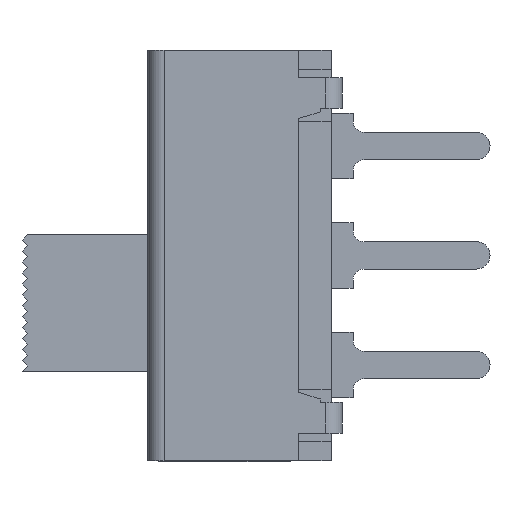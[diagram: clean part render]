
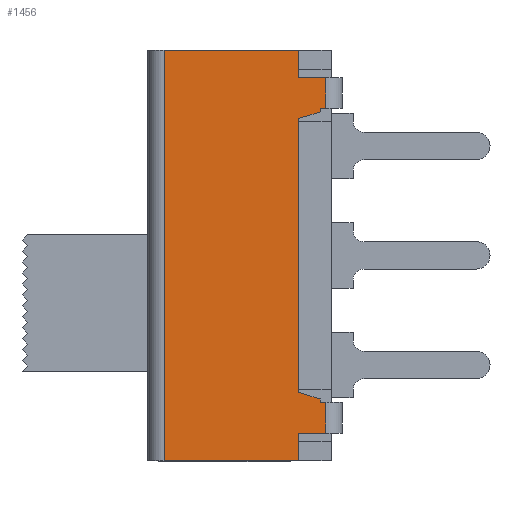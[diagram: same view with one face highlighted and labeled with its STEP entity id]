
A CAD part, left-side view. The second image highlights one B-rep face of the part: STEP entity #1456.
In plain terms, the highlighted planar face has unit normal (-1, 0, 0).
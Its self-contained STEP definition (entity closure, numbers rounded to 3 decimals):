
#1318 = VERTEX_POINT ( 'NONE', #6150 ) ;
#1320 = ORIENTED_EDGE ( 'NONE', *, *, #1530, .F. ) ;
#1323 = VERTEX_POINT ( 'NONE', #6148 ) ;
#1324 = ORIENTED_EDGE ( 'NONE', *, *, #1422, .F. ) ;
#1326 = VERTEX_POINT ( 'NONE', #5979 ) ;
#1410 = EDGE_CURVE ( 'NONE', #1462, #1463, #6309, .T. ) ;
#1411 = VERTEX_POINT ( 'NONE', #6347 ) ;
#1412 = ORIENTED_EDGE ( 'NONE', *, *, #1410, .F. ) ;
#1413 = EDGE_CURVE ( 'NONE', #1414, #1462, #6391, .T. ) ;
#1414 = VERTEX_POINT ( 'NONE', #6393 ) ;
#1415 = VERTEX_POINT ( 'NONE', #6392 ) ;
#1416 = EDGE_CURVE ( 'NONE', #1326, #1414, #6387, .T. ) ;
#1417 = ORIENTED_EDGE ( 'NONE', *, *, #1522, .F. ) ;
#1418 = VERTEX_POINT ( 'NONE', #6381 ) ;
#1419 = EDGE_CURVE ( 'NONE', #1520, #1326, #6377, .T. ) ;
#1420 = VERTEX_POINT ( 'NONE', #6311 ) ;
#1421 = ORIENTED_EDGE ( 'NONE', *, *, #1419, .F. ) ;
#1422 = EDGE_CURVE ( 'NONE', #1418, #1520, #6322, .T. ) ;
#1423 = ORIENTED_EDGE ( 'NONE', *, *, #1527, .F. ) ;
#1456 = ADVANCED_FACE ( 'NONE', ( #6467 ), #6584, .F. ) ;
#1457 = ORIENTED_EDGE ( 'NONE', *, *, #1459, .F. ) ;
#1458 = ORIENTED_EDGE ( 'NONE', *, *, #1460, .T. ) ;
#1459 = EDGE_CURVE ( 'NONE', #1463, #1518, #6460, .T. ) ;
#1460 = EDGE_CURVE ( 'NONE', #1323, #1518, #6479, .T. ) ;
#1461 = ORIENTED_EDGE ( 'NONE', *, *, #1416, .F. ) ;
#1462 = VERTEX_POINT ( 'NONE', #6612 ) ;
#1463 = VERTEX_POINT ( 'NONE', #6480 ) ;
#1464 = EDGE_CURVE ( 'NONE', #1420, #1523, #6483, .T. ) ;
#1465 = ORIENTED_EDGE ( 'NONE', *, *, #1473, .F. ) ;
#1466 = ORIENTED_EDGE ( 'NONE', *, *, #1464, .F. ) ;
#1468 = ORIENTED_EDGE ( 'NONE', *, *, #1474, .F. ) ;
#1469 = EDGE_CURVE ( 'NONE', #1415, #1531, #6604, .T. ) ;
#1472 = ORIENTED_EDGE ( 'NONE', *, *, #1469, .T. ) ;
#1473 = EDGE_CURVE ( 'NONE', #1475, #1531, #6607, .T. ) ;
#1474 = EDGE_CURVE ( 'NONE', #1323, #1475, #6593, .T. ) ;
#1475 = VERTEX_POINT ( 'NONE', #6597 ) ;
#1497 = ORIENTED_EDGE ( 'NONE', *, *, #1413, .F. ) ;
#1515 = EDGE_LOOP ( 'NONE', ( #1458, #1457, #1412, #1497, #1461, #1421, #1324, #1417, #1526, #1423, #1320, #1466, #1532, #1472, #1465, #1468 ) ) ;
#1518 = VERTEX_POINT ( 'NONE', #6498 ) ;
#1520 = VERTEX_POINT ( 'NONE', #6497 ) ;
#1522 = EDGE_CURVE ( 'NONE', #1318, #1418, #6495, .T. ) ;
#1523 = VERTEX_POINT ( 'NONE', #6425 ) ;
#1524 = VERTEX_POINT ( 'NONE', #6424 ) ;
#1525 = EDGE_CURVE ( 'NONE', #1318, #1411, #6410, .T. ) ;
#1526 = ORIENTED_EDGE ( 'NONE', *, *, #1525, .T. ) ;
#1527 = EDGE_CURVE ( 'NONE', #1524, #1411, #6404, .T. ) ;
#1529 = EDGE_CURVE ( 'NONE', #1420, #1415, #6400, .T. ) ;
#1530 = EDGE_CURVE ( 'NONE', #1523, #1524, #6405, .T. ) ;
#1531 = VERTEX_POINT ( 'NONE', #6406 ) ;
#1532 = ORIENTED_EDGE ( 'NONE', *, *, #1529, .T. ) ;
#5979 = CARTESIAN_POINT ( 'NONE',  ( -3.85, -2.15, 5. ) ) ;
#6148 = CARTESIAN_POINT ( 'NONE',  ( -3.85, -3.15, -6.5 ) ) ;
#6150 = CARTESIAN_POINT ( 'NONE',  ( -3.85, -3.15, 5.369 ) ) ;
#6307 = DIRECTION ( 'NONE',  ( 0., 0., -1. ) ) ;
#6308 = CARTESIAN_POINT ( 'NONE',  ( -3.85, -2.95, 7.5 ) ) ;
#6309 = LINE ( 'NONE', #6308, #6394 ) ;
#6311 = CARTESIAN_POINT ( 'NONE',  ( -3.85, 2.75, 7.5 ) ) ;
#6322 = LINE ( 'NONE', #6370, #6369 ) ;
#6347 = CARTESIAN_POINT ( 'NONE',  ( -3.85, -3.15, 6.5 ) ) ;
#6368 = DIRECTION ( 'NONE',  ( 0., 0., -1. ) ) ;
#6369 = VECTOR ( 'NONE', #6368, 1000. ) ;
#6370 = CARTESIAN_POINT ( 'NONE',  ( -3.85, -2.95, 7.5 ) ) ;
#6374 = DIRECTION ( 'NONE',  ( 0., 0.956, -0.294 ) ) ;
#6375 = VECTOR ( 'NONE', #6374, 1000. ) ;
#6376 = CARTESIAN_POINT ( 'NONE',  ( -3.85, -3.949, 5.554 ) ) ;
#6377 = LINE ( 'NONE', #6376, #6375 ) ;
#6381 = CARTESIAN_POINT ( 'NONE',  ( -3.85, -2.95, 5.369 ) ) ;
#6382 = DIRECTION ( 'NONE',  ( 0., 0., -1. ) ) ;
#6383 = VECTOR ( 'NONE', #6382, 1000. ) ;
#6386 = CARTESIAN_POINT ( 'NONE',  ( -3.85, -2.15, 7.5 ) ) ;
#6387 = LINE ( 'NONE', #6386, #6383 ) ;
#6388 = DIRECTION ( 'NONE',  ( 0., -0.956, -0.294 ) ) ;
#6389 = VECTOR ( 'NONE', #6388, 1000. ) ;
#6390 = CARTESIAN_POINT ( 'NONE',  ( -3.85, 0.267, -4.256 ) ) ;
#6391 = LINE ( 'NONE', #6390, #6389 ) ;
#6392 = CARTESIAN_POINT ( 'NONE',  ( -3.85, 2.75, -7.5 ) ) ;
#6393 = CARTESIAN_POINT ( 'NONE',  ( -3.85, -2.15, -5. ) ) ;
#6394 = VECTOR ( 'NONE', #6307, 1000. ) ;
#6395 = CARTESIAN_POINT ( 'NONE',  ( -3.85, -2.15, 7.5 ) ) ;
#6396 = DIRECTION ( 'NONE',  ( 0., 0., -1. ) ) ;
#6397 = VECTOR ( 'NONE', #6396, 1000. ) ;
#6399 = CARTESIAN_POINT ( 'NONE',  ( -3.85, 2.75, 7.5 ) ) ;
#6400 = LINE ( 'NONE', #6399, #6397 ) ;
#6401 = DIRECTION ( 'NONE',  ( 0., -1., 0. ) ) ;
#6402 = VECTOR ( 'NONE', #6401, 1000. ) ;
#6403 = CARTESIAN_POINT ( 'NONE',  ( -3.85, -3.35, 6.5 ) ) ;
#6404 = LINE ( 'NONE', #6403, #6402 ) ;
#6405 = LINE ( 'NONE', #6395, #6473 ) ;
#6406 = CARTESIAN_POINT ( 'NONE',  ( -3.85, -2.15, -7.5 ) ) ;
#6407 = DIRECTION ( 'NONE',  ( 0., 0., 1. ) ) ;
#6408 = VECTOR ( 'NONE', #6407, 1000. ) ;
#6409 = CARTESIAN_POINT ( 'NONE',  ( -3.85, -3.15, 5.369 ) ) ;
#6410 = LINE ( 'NONE', #6409, #6408 ) ;
#6412 = DIRECTION ( 'NONE',  ( 0., 1., 0. ) ) ;
#6413 = VECTOR ( 'NONE', #6412, 1000. ) ;
#6423 = CARTESIAN_POINT ( 'NONE',  ( -3.85, -3.35, 5.369 ) ) ;
#6424 = CARTESIAN_POINT ( 'NONE',  ( -3.85, -2.15, 6.5 ) ) ;
#6425 = CARTESIAN_POINT ( 'NONE',  ( -3.85, -2.15, 7.5 ) ) ;
#6460 = LINE ( 'NONE', #6486, #6485 ) ;
#6461 = CARTESIAN_POINT ( 'NONE',  ( -3.85, -3.35, 7.5 ) ) ;
#6466 = AXIS2_PLACEMENT_3D ( 'NONE', #6461, #6488, #6487 ) ;
#6467 = FACE_OUTER_BOUND ( 'NONE', #1515, .T. ) ;
#6472 = DIRECTION ( 'NONE',  ( 0., 0., -1. ) ) ;
#6473 = VECTOR ( 'NONE', #6472, 1000. ) ;
#6476 = DIRECTION ( 'NONE',  ( 0., 0., 1. ) ) ;
#6477 = VECTOR ( 'NONE', #6476, 1000. ) ;
#6478 = CARTESIAN_POINT ( 'NONE',  ( -3.85, -3.15, -6.5 ) ) ;
#6479 = LINE ( 'NONE', #6478, #6477 ) ;
#6480 = CARTESIAN_POINT ( 'NONE',  ( -3.85, -2.95, -5.369 ) ) ;
#6482 = CARTESIAN_POINT ( 'NONE',  ( -3.85, -3.35, 7.5 ) ) ;
#6483 = LINE ( 'NONE', #6482, #6609 ) ;
#6484 = DIRECTION ( 'NONE',  ( 0., -1., 0. ) ) ;
#6485 = VECTOR ( 'NONE', #6484, 1000. ) ;
#6486 = CARTESIAN_POINT ( 'NONE',  ( -3.85, -3.35, -5.369 ) ) ;
#6487 = DIRECTION ( 'NONE',  ( 0., 0., -1. ) ) ;
#6488 = DIRECTION ( 'NONE',  ( 1., 0., 0. ) ) ;
#6495 = LINE ( 'NONE', #6423, #6413 ) ;
#6497 = CARTESIAN_POINT ( 'NONE',  ( -3.85, -2.95, 5.246 ) ) ;
#6498 = CARTESIAN_POINT ( 'NONE',  ( -3.85, -3.15, -5.369 ) ) ;
#6584 = PLANE ( 'NONE',  #6466 ) ;
#6590 = DIRECTION ( 'NONE',  ( 0., 1., 0. ) ) ;
#6591 = VECTOR ( 'NONE', #6590, 1000. ) ;
#6592 = CARTESIAN_POINT ( 'NONE',  ( -3.85, -3.35, -6.5 ) ) ;
#6593 = LINE ( 'NONE', #6592, #6591 ) ;
#6594 = DIRECTION ( 'NONE',  ( 0., 0., -1. ) ) ;
#6595 = VECTOR ( 'NONE', #6594, 1000. ) ;
#6597 = CARTESIAN_POINT ( 'NONE',  ( -3.85, -2.15, -6.5 ) ) ;
#6601 = DIRECTION ( 'NONE',  ( 0., -1., 0. ) ) ;
#6602 = VECTOR ( 'NONE', #6601, 1000. ) ;
#6603 = CARTESIAN_POINT ( 'NONE',  ( -3.85, -3.35, -7.5 ) ) ;
#6604 = LINE ( 'NONE', #6603, #6602 ) ;
#6606 = CARTESIAN_POINT ( 'NONE',  ( -3.85, -2.15, 7.5 ) ) ;
#6607 = LINE ( 'NONE', #6606, #6595 ) ;
#6608 = DIRECTION ( 'NONE',  ( 0., -1., 0. ) ) ;
#6609 = VECTOR ( 'NONE', #6608, 1000. ) ;
#6612 = CARTESIAN_POINT ( 'NONE',  ( -3.85, -2.95, -5.246 ) ) ;
